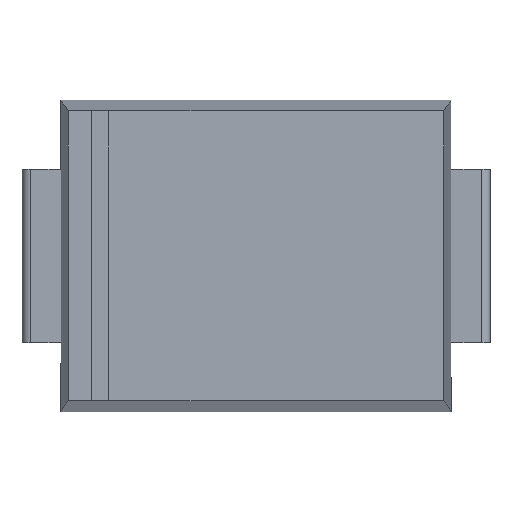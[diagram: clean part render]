
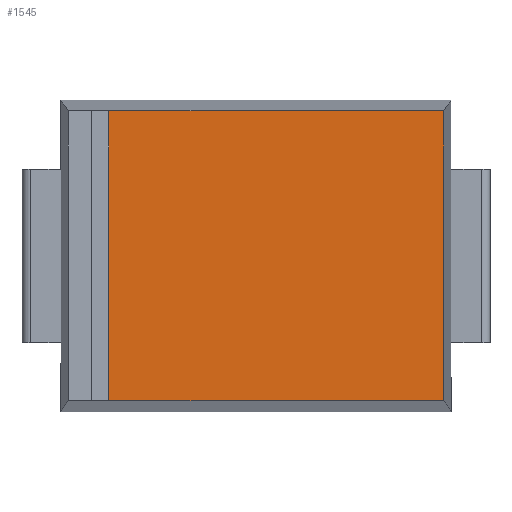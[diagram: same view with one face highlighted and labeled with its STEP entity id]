
A CAD part, top view. The second image highlights one B-rep face of the part: STEP entity #1545.
In plain terms, the highlighted planar face has unit normal (0, 0, 1).
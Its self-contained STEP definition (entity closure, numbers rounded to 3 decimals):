
#41 = CARTESIAN_POINT ( 'NONE',  ( 12., 1.673, 2.15 ) ) ;
#184 = CARTESIAN_POINT ( 'NONE',  ( 2.166, -1.673, 2.15 ) ) ;
#255 = DIRECTION ( 'NONE',  ( 0., 0., 1. ) ) ;
#353 = CARTESIAN_POINT ( 'NONE',  ( 2.166, 1.673, 2.15 ) ) ;
#378 = ORIENTED_EDGE ( 'NONE', *, *, #4302, .F. ) ;
#803 = CARTESIAN_POINT ( 'NONE',  ( -1.699, 1.673, 2.15 ) ) ;
#812 = LINE ( 'NONE', #4213, #3438 ) ;
#939 = EDGE_CURVE ( 'NONE', #2751, #3025, #1413, .T. ) ;
#1008 = AXIS2_PLACEMENT_3D ( 'NONE', #3644, #255, #1257 ) ;
#1072 = VERTEX_POINT ( 'NONE', #184 ) ;
#1097 = VECTOR ( 'NONE', #2433, 1000. ) ;
#1219 = VERTEX_POINT ( 'NONE', #3444 ) ;
#1257 = DIRECTION ( 'NONE',  ( 1., 0., 0. ) ) ;
#1320 = LINE ( 'NONE', #3337, #3650 ) ;
#1413 = LINE ( 'NONE', #41, #1097 ) ;
#1545 = ADVANCED_FACE ( 'NONE', ( #4420 ), #3301, .T. ) ;
#1759 = LINE ( 'NONE', #803, #2128 ) ;
#1991 = EDGE_CURVE ( 'NONE', #1219, #3025, #1759, .T. ) ;
#2128 = VECTOR ( 'NONE', #3448, 1000. ) ;
#2146 = EDGE_CURVE ( 'NONE', #1072, #1219, #1320, .T. ) ;
#2421 = CARTESIAN_POINT ( 'NONE',  ( -1.699, 1.673, 2.15 ) ) ;
#2433 = DIRECTION ( 'NONE',  ( -1., 0., 0. ) ) ;
#2751 = VERTEX_POINT ( 'NONE', #353 ) ;
#3019 = EDGE_LOOP ( 'NONE', ( #3241, #3856, #378, #4181 ) ) ;
#3025 = VERTEX_POINT ( 'NONE', #2421 ) ;
#3241 = ORIENTED_EDGE ( 'NONE', *, *, #1991, .F. ) ;
#3301 = PLANE ( 'NONE',  #1008 ) ;
#3310 = DIRECTION ( 'NONE',  ( -1., 0., 0. ) ) ;
#3337 = CARTESIAN_POINT ( 'NONE',  ( 12., -1.673, 2.15 ) ) ;
#3438 = VECTOR ( 'NONE', #3816, 1000. ) ;
#3444 = CARTESIAN_POINT ( 'NONE',  ( -1.699, -1.673, 2.15 ) ) ;
#3448 = DIRECTION ( 'NONE',  ( 0., 1., 0. ) ) ;
#3644 = CARTESIAN_POINT ( 'NONE',  ( 0., 0., 2.15 ) ) ;
#3650 = VECTOR ( 'NONE', #3310, 1000. ) ;
#3816 = DIRECTION ( 'NONE',  ( 0., -1., 0. ) ) ;
#3856 = ORIENTED_EDGE ( 'NONE', *, *, #2146, .F. ) ;
#4181 = ORIENTED_EDGE ( 'NONE', *, *, #939, .T. ) ;
#4213 = CARTESIAN_POINT ( 'NONE',  ( 2.166, 1.8, 2.15 ) ) ;
#4302 = EDGE_CURVE ( 'NONE', #2751, #1072, #812, .T. ) ;
#4420 = FACE_OUTER_BOUND ( 'NONE', #3019, .T. ) ;
